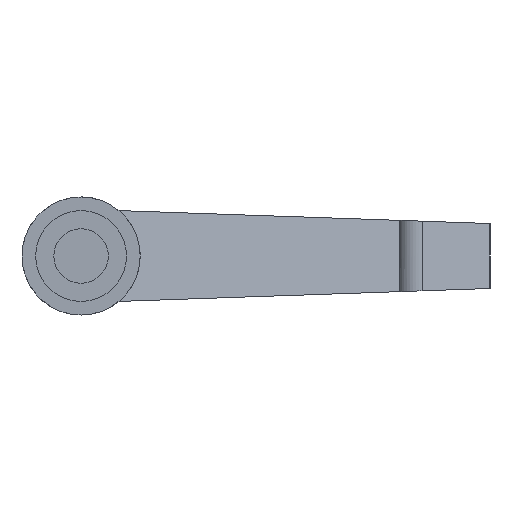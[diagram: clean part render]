
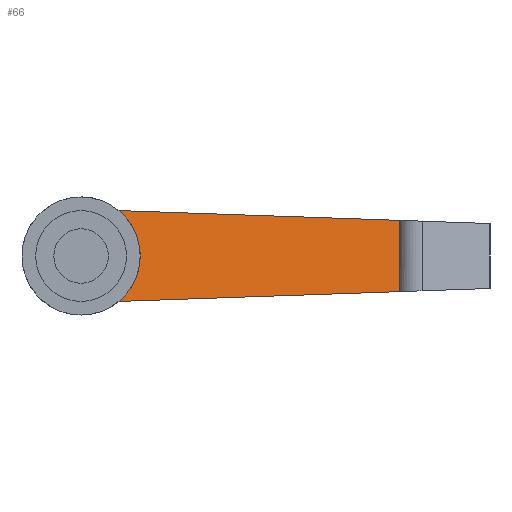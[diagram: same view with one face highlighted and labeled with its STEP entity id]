
A CAD part, front view. The second image highlights one B-rep face of the part: STEP entity #66.
In plain terms, the highlighted planar face has unit normal (0.342, -0.94, 0).
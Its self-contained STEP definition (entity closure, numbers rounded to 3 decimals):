
#66=ADVANCED_FACE('',(#133),#134,.T.);
#133=FACE_OUTER_BOUND('',#201,.T.);
#134=PLANE('',#202);
#201=EDGE_LOOP('',(#321,#322,#323,#324));
#202=AXIS2_PLACEMENT_3D('',#325,#326,#327);
#321=ORIENTED_EDGE('',*,*,#445,.T.);
#322=ORIENTED_EDGE('',*,*,#442,.T.);
#323=ORIENTED_EDGE('',*,*,#447,.F.);
#324=ORIENTED_EDGE('',*,*,#433,.F.);
#325=CARTESIAN_POINT('',(34.999,25.373,0.0));
#326=DIRECTION('',(0.342,-0.94,0.0));
#327=DIRECTION('',(0.0,0.0,-1.0));
#433=EDGE_CURVE('',#521,#523,#524,.T.);
#442=EDGE_CURVE('',#537,#535,#538,.T.);
#445=EDGE_CURVE('',#521,#537,#541,.T.);
#447=EDGE_CURVE('',#523,#535,#543,.T.);
#521=VERTEX_POINT('',#634);
#523=VERTEX_POINT('',#636);
#524=LINE('',#637,#638);
#535=VERTEX_POINT('',#654);
#537=VERTEX_POINT('',#657);
#538=LINE('',#658,#659);
#541=LINE('',#662,#663);
#543=ELLIPSE('',#665,6.917,6.5);
#634=CARTESIAN_POINT('',(34.999,25.373,-3.923));
#636=CARTESIAN_POINT('',(4.153,14.146,-5.0));
#637=CARTESIAN_POINT('',(34.999,25.373,-3.923));
#638=VECTOR('',#738,32.843);
#654=CARTESIAN_POINT('',(4.153,14.146,5.0));
#657=CARTESIAN_POINT('',(34.999,25.373,3.923));
#658=CARTESIAN_POINT('',(34.999,25.373,3.923));
#659=VECTOR('',#745,32.843);
#662=CARTESIAN_POINT('',(34.999,25.373,-3.923));
#663=VECTOR('',#749,7.846);
#665=AXIS2_PLACEMENT_3D('',#750,#751,#752);
#738=DIRECTION('',(-0.939,-0.342,-0.033));
#745=DIRECTION('',(-0.939,-0.342,0.033));
#749=DIRECTION('',(0.0,0.0,1.0));
#750=CARTESIAN_POINT('',(0.0,12.634,0.0));
#751=DIRECTION('',(0.342,-0.94,0.0));
#752=DIRECTION('',(-0.94,-0.342,0.0));
